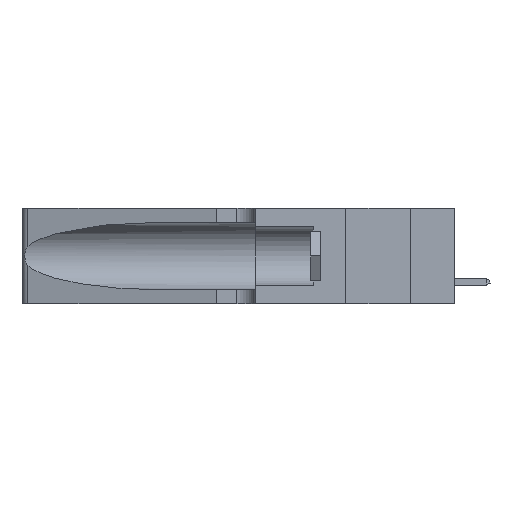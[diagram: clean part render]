
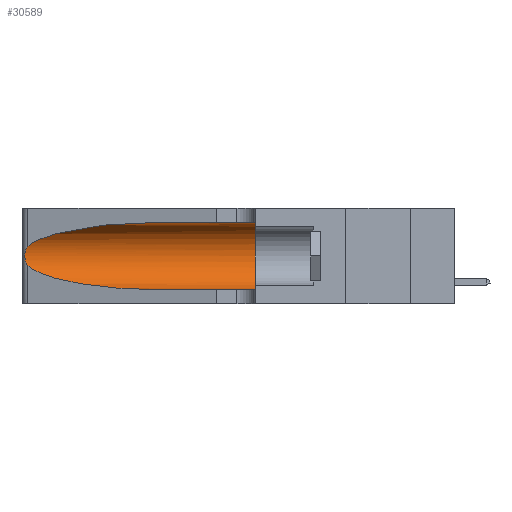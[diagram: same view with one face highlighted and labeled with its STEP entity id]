
A CAD part, left-side view. The second image highlights one B-rep face of the part: STEP entity #30589.
In plain terms, the highlighted cylindrical face has radius 3.308 mm (diameter 6.617 mm), a partial arc.
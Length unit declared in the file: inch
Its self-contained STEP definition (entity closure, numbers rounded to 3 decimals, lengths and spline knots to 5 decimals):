
#343 = FACE_OUTER_BOUND ( 'NONE', #662, .T. ) ;
#405 = CARTESIAN_POINT ( 'NONE',  ( 0.1305, 0.35, 0.31525 ) ) ;
#662 = EDGE_LOOP ( 'NONE', ( #14710, #16506, #8524, #20512, #10886, #43064 ) ) ;
#3311 = CARTESIAN_POINT ( 'NONE',  ( 0.1305, 0.72297, 0.31525 ) ) ;
#3445 = CARTESIAN_POINT ( 'NONE',  ( 0.1305, 0.72297, 0.05475 ) ) ;
#3707 = CARTESIAN_POINT ( 'NONE',  ( 0.25487, 1.22718, 0.22369 ) ) ;
#3864 = CARTESIAN_POINT ( 'NONE',  ( 0.25555, 1.22994, 0.2215 ) ) ;
#4771 = CARTESIAN_POINT ( 'NONE',  ( 0.25854, 1.2359, 0.20912 ) ) ;
#4924 = CARTESIAN_POINT ( 'NONE',  ( 0.26018, 1.23835, 0.19895 ) ) ;
#5547 = CARTESIAN_POINT ( 'NONE',  ( 0.25639, 1.23186, 0.15144 ) ) ;
#6695 = CYLINDRICAL_SURFACE ( 'NONE', #44523, 0.13025 ) ;
#7022 = VERTEX_POINT ( 'NONE', #29426 ) ;
#7482 = B_SPLINE_CURVE_WITH_KNOTS ( 'NONE', 3,
 ( #3707, #3864, #11958, #26167, #4771, #4924, #15282, #30581, #16230, #30422, #20044, #5547, #13714, #35152 ),
 .UNSPECIFIED., .F., .F.,
 ( 4, 2, 2, 2, 2, 2, 4 ),
 ( 0., 0.00027, 0.00053, 0.00107, 0.0016, 0.00187, 0.00214 ),
 .UNSPECIFIED. ) ;
#7845 = EDGE_CURVE ( 'NONE', #7022, #28194, #41360, .T. ) ;
#8085 = LINE ( 'NONE', #22459, #31251 ) ;
#8524 = ORIENTED_EDGE ( 'NONE', *, *, #7845, .T. ) ;
#8552 = CARTESIAN_POINT ( 'NONE',  ( 0.1305, 0.72297, 0.31525 ) ) ;
#10671 = CARTESIAN_POINT ( 'NONE',  ( 0.18966, 0.96281, 0.05475 ) ) ;
#10886 = ORIENTED_EDGE ( 'NONE', *, *, #13596, .F. ) ;
#11958 = CARTESIAN_POINT ( 'NONE',  ( 0.25639, 1.23184, 0.21858 ) ) ;
#12997 = DIRECTION ( 'NONE',  ( 0., -1., 0. ) ) ;
#13244 = VERTEX_POINT ( 'NONE', #3311 ) ;
#13596 = EDGE_CURVE ( 'NONE', #34572, #37767, #33868, .T. ) ;
#13714 = CARTESIAN_POINT ( 'NONE',  ( 0.25555, 1.22993, 0.14849 ) ) ;
#14301 = DIRECTION ( 'NONE',  ( 0., -1., 0. ) ) ;
#14710 = ORIENTED_EDGE ( 'NONE', *, *, #35675, .T. ) ;
#15282 = CARTESIAN_POINT ( 'NONE',  ( 0.26075, 1.23896, 0.19203 ) ) ;
#16230 = CARTESIAN_POINT ( 'NONE',  ( 0.26017, 1.23833, 0.17102 ) ) ;
#16506 = ORIENTED_EDGE ( 'NONE', *, *, #17102, .T. ) ;
#17102 = EDGE_CURVE ( 'NONE', #39765, #7022, #7482, .T. ) ;
#17970 = CARTESIAN_POINT ( 'NONE',  ( 0.1305, 0.72297, 0.05475 ) ) ;
#18931 = LINE ( 'NONE', #27967, #45486 ) ;
#19051 = AXIS2_PLACEMENT_3D ( 'NONE', #27978, #25285, #21960 ) ;
#19329 = CARTESIAN_POINT ( 'NONE',  ( 0.25487, 1.22718, 0.22369 ) ) ;
#19776 = CARTESIAN_POINT ( 'NONE',  ( 0.1305, 1.61858, 0.185 ) ) ;
#20044 = CARTESIAN_POINT ( 'NONE',  ( 0.25789, 1.23486, 0.15765 ) ) ;
#20120 = EDGE_CURVE ( 'NONE', #13244, #34572, #8085, .T. ) ;
#20512 = ORIENTED_EDGE ( 'NONE', *, *, #45738, .T. ) ;
#21960 = DIRECTION ( 'NONE',  ( 0., 0., 1. ) ) ;
#22459 = CARTESIAN_POINT ( 'NONE',  ( 0.1305, 1.61858, 0.31525 ) ) ;
#24593 = CARTESIAN_POINT ( 'NONE',  ( 0.2373, 1.15595, 0.08982 ) ) ;
#25285 = DIRECTION ( 'NONE',  ( 0., 1., 0. ) ) ;
#25876 = CARTESIAN_POINT ( 'NONE',  ( 0.1305, 0.35, 0.05475 ) ) ;
#26167 = CARTESIAN_POINT ( 'NONE',  ( 0.25787, 1.23484, 0.2124 ) ) ;
#26366 = DIRECTION ( 'NONE',  ( 0., 0., -1. ) ) ;
#27165 =( BOUNDED_CURVE ( )  B_SPLINE_CURVE ( 3, ( #8552, #37450, #37780, #19329 ),
 .UNSPECIFIED., .F., .T. ) 
 B_SPLINE_CURVE_WITH_KNOTS ( ( 4, 4 ),
 ( 1.5708, 2.84003 ),
 .UNSPECIFIED. ) 
 CURVE ( )  GEOMETRIC_REPRESENTATION_ITEM ( )  RATIONAL_B_SPLINE_CURVE ( ( 1., 0.87, 0.87, 1. ) ) 
 REPRESENTATION_ITEM ( '' )  );
#27967 = CARTESIAN_POINT ( 'NONE',  ( 0.1305, 1.61858, 0.05475 ) ) ;
#27978 = CARTESIAN_POINT ( 'NONE',  ( 0.1305, 0.35, 0.185 ) ) ;
#28194 = VERTEX_POINT ( 'NONE', #3445 ) ;
#28522 = CARTESIAN_POINT ( 'NONE',  ( 0.25487, 1.22718, 0.14631 ) ) ;
#29426 = CARTESIAN_POINT ( 'NONE',  ( 0.25487, 1.22718, 0.14631 ) ) ;
#30422 = CARTESIAN_POINT ( 'NONE',  ( 0.25856, 1.23593, 0.16098 ) ) ;
#30581 = CARTESIAN_POINT ( 'NONE',  ( 0.26075, 1.23896, 0.178 ) ) ;
#30589 = ADVANCED_FACE ( 'NONE', ( #343 ), #6695, .F. ) ;
#31251 = VECTOR ( 'NONE', #12997, 39.37008 ) ;
#33868 = CIRCLE ( 'NONE', #19051, 0.13025 ) ;
#34572 = VERTEX_POINT ( 'NONE', #405 ) ;
#35152 = CARTESIAN_POINT ( 'NONE',  ( 0.25487, 1.22718, 0.14631 ) ) ;
#35675 = EDGE_CURVE ( 'NONE', #13244, #39765, #27165, .T. ) ;
#37450 = CARTESIAN_POINT ( 'NONE',  ( 0.18966, 0.96281, 0.31525 ) ) ;
#37767 = VERTEX_POINT ( 'NONE', #25876 ) ;
#37780 = CARTESIAN_POINT ( 'NONE',  ( 0.2373, 1.15595, 0.28018 ) ) ;
#39765 = VERTEX_POINT ( 'NONE', #43396 ) ;
#41360 =( BOUNDED_CURVE ( )  B_SPLINE_CURVE ( 3, ( #28522, #24593, #10671, #17970 ),
 .UNSPECIFIED., .F., .T. ) 
 B_SPLINE_CURVE_WITH_KNOTS ( ( 4, 4 ),
 ( 3.44316, 4.71239 ),
 .UNSPECIFIED. ) 
 CURVE ( )  GEOMETRIC_REPRESENTATION_ITEM ( )  RATIONAL_B_SPLINE_CURVE ( ( 1., 0.87, 0.87, 1. ) ) 
 REPRESENTATION_ITEM ( '' )  );
#43064 = ORIENTED_EDGE ( 'NONE', *, *, #20120, .F. ) ;
#43396 = CARTESIAN_POINT ( 'NONE',  ( 0.25487, 1.22718, 0.22369 ) ) ;
#44523 = AXIS2_PLACEMENT_3D ( 'NONE', #19776, #14301, #26366 ) ;
#45486 = VECTOR ( 'NONE', #46163, 39.37008 ) ;
#45738 = EDGE_CURVE ( 'NONE', #28194, #37767, #18931, .T. ) ;
#46163 = DIRECTION ( 'NONE',  ( 0., -1., 0. ) ) ;
